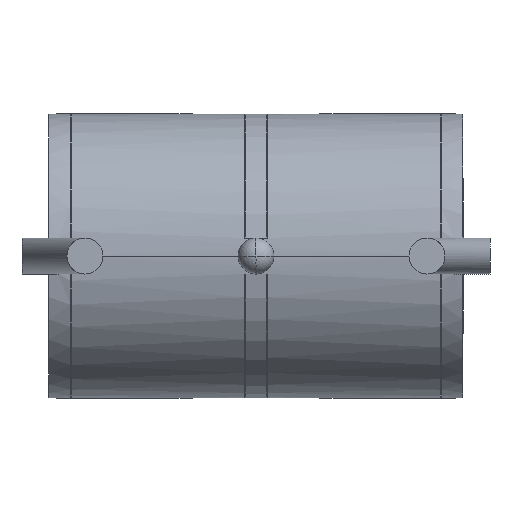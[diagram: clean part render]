
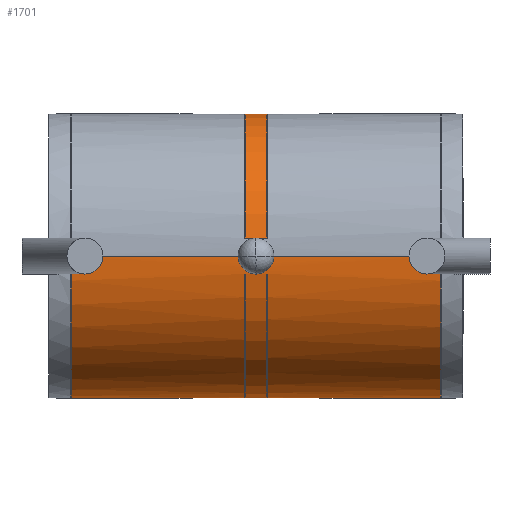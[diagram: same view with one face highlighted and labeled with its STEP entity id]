
A CAD part, left-side view. The second image highlights one B-rep face of the part: STEP entity #1701.
In plain terms, the highlighted cylindrical face has radius 3.95 mm (diameter 7.9 mm), a partial arc.
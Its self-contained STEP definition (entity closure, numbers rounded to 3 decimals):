
#224=DIRECTION('',(0.,-1.,0.));
#225=VECTOR('',#224,0.025);
#226=CARTESIAN_POINT('',(-3.918,-0.3,-0.5));
#227=LINE('',#226,#225);
#232=DIRECTION('',(0.,1.,0.));
#233=VECTOR('',#232,0.025);
#234=CARTESIAN_POINT('',(-3.918,0.3,-0.5));
#235=LINE('',#234,#233);
#390=DIRECTION('',(0.,-1.,0.));
#391=VECTOR('',#390,4.625);
#392=CARTESIAN_POINT('',(-3.95,5.125,0.));
#393=LINE('',#392,#391);
#399=DIRECTION('',(0.,-1.,0.));
#400=VECTOR('',#399,4.8);
#401=CARTESIAN_POINT('',(3.95,5.125,0.));
#402=LINE('',#401,#400);
#403=DIRECTION('',(0.,-1.,0.));
#404=VECTOR('',#403,4.625);
#405=CARTESIAN_POINT('',(-3.95,-0.5,0.));
#406=LINE('',#405,#404);
#412=DIRECTION('',(0.,-1.,0.));
#413=VECTOR('',#412,4.8);
#414=CARTESIAN_POINT('',(3.95,-0.325,0.));
#415=LINE('',#414,#413);
#433=CARTESIAN_POINT('',(0.,0.325,0.));
#434=DIRECTION('',(0.,-1.,0.));
#435=DIRECTION('',(-0.992,0.,-0.127));
#436=AXIS2_PLACEMENT_3D('',#433,#434,#435);
#478=CARTESIAN_POINT('',(0.,-0.3,0.));
#479=DIRECTION('',(0.,-1.,0.));
#480=DIRECTION('',(-0.992,0.,-0.127));
#481=AXIS2_PLACEMENT_3D('',#478,#479,#480);
#483=DIRECTION('',(0.,-1.,0.));
#484=VECTOR('',#483,0.3);
#485=CARTESIAN_POINT('',(-3.918,0.,0.5));
#486=LINE('',#485,#484);
#487=DIRECTION('',(0.,1.,0.));
#488=VECTOR('',#487,0.3);
#489=CARTESIAN_POINT('',(-3.918,0.,0.5));
#490=LINE('',#489,#488);
#491=CARTESIAN_POINT('',(0.,0.3,0.));
#492=DIRECTION('',(0.,1.,0.));
#493=DIRECTION('',(-0.992,0.,0.127));
#494=AXIS2_PLACEMENT_3D('',#491,#492,#493);
#496=CARTESIAN_POINT('',(0.,5.125,0.));
#497=DIRECTION('',(0.,-1.,0.));
#498=DIRECTION('',(-1.,0.,0.));
#499=AXIS2_PLACEMENT_3D('',#496,#497,#498);
#501=CARTESIAN_POINT('',(0.,-0.325,0.));
#502=DIRECTION('',(0.,-1.,0.));
#503=DIRECTION('',(-0.992,0.,-0.127));
#504=AXIS2_PLACEMENT_3D('',#501,#502,#503);
#562=CARTESIAN_POINT('',(-3.918,0.,-0.5));
#563=CARTESIAN_POINT('',(-3.918,0.026,-0.5));
#564=CARTESIAN_POINT('',(-3.919,0.078,
-0.496));
#565=CARTESIAN_POINT('',(-3.921,0.155,
-0.478));
#566=CARTESIAN_POINT('',(-3.925,0.228,
-0.447));
#567=CARTESIAN_POINT('',(-3.929,0.294,
-0.407));
#568=CARTESIAN_POINT('',(-3.934,0.355,
-0.355));
#569=CARTESIAN_POINT('',(-3.939,0.407,
-0.294));
#570=CARTESIAN_POINT('',(-3.944,0.447,
-0.228));
#571=CARTESIAN_POINT('',(-3.947,0.478,
-0.155));
#572=CARTESIAN_POINT('',(-3.949,0.496,
-0.078));
#573=CARTESIAN_POINT('',(-3.95,0.5,-0.026));
#574=CARTESIAN_POINT('',(-3.95,0.5,0.));
#588=CARTESIAN_POINT('',(-3.918,0.,0.5));
#633=CARTESIAN_POINT('',(-3.95,-0.5,0.));
#634=CARTESIAN_POINT('',(-3.95,-0.5,-0.026));
#635=CARTESIAN_POINT('',(-3.949,-0.496,
-0.078));
#636=CARTESIAN_POINT('',(-3.947,-0.478,
-0.155));
#637=CARTESIAN_POINT('',(-3.944,-0.447,
-0.228));
#638=CARTESIAN_POINT('',(-3.939,-0.407,
-0.294));
#639=CARTESIAN_POINT('',(-3.934,-0.355,
-0.355));
#640=CARTESIAN_POINT('',(-3.929,-0.294,
-0.407));
#641=CARTESIAN_POINT('',(-3.925,-0.228,
-0.447));
#642=CARTESIAN_POINT('',(-3.921,-0.155,
-0.478));
#643=CARTESIAN_POINT('',(-3.919,-0.078,
-0.496));
#644=CARTESIAN_POINT('',(-3.918,-0.026,-0.5));
#645=CARTESIAN_POINT('',(-3.918,0.,-0.5));
#670=CARTESIAN_POINT('',(0.,-5.125,0.));
#671=DIRECTION('',(0.,-1.,0.));
#672=DIRECTION('',(-1.,0.,0.));
#673=AXIS2_PLACEMENT_3D('',#670,#671,#672);
#979=CARTESIAN_POINT('',(3.95,-0.325,0.));
#980=CARTESIAN_POINT('',(3.95,-5.125,0.));
#981=VERTEX_POINT('',#979);
#982=VERTEX_POINT('',#980);
#995=CARTESIAN_POINT('',(3.95,5.125,0.));
#996=CARTESIAN_POINT('',(3.95,0.325,0.));
#997=VERTEX_POINT('',#995);
#998=VERTEX_POINT('',#996);
#1009=CARTESIAN_POINT('',(-3.95,5.125,0.));
#1010=VERTEX_POINT('',#1009);
#1011=CARTESIAN_POINT('',(-3.95,-5.125,0.));
#1012=VERTEX_POINT('',#1011);
#1095=CARTESIAN_POINT('',(-3.95,-0.5,0.));
#1096=VERTEX_POINT('',#1095);
#1101=CARTESIAN_POINT('',(-3.918,0.,-0.5));
#1102=VERTEX_POINT('',#1101);
#1109=VERTEX_POINT('',#574);
#1110=VERTEX_POINT('',#588);
#1128=CARTESIAN_POINT('',(-3.918,-0.3,0.5));
#1129=VERTEX_POINT('',#1128);
#1132=CARTESIAN_POINT('',(-3.918,0.3,0.5));
#1134=VERTEX_POINT('',#1132);
#1136=CARTESIAN_POINT('',(-3.918,-0.3,-0.5));
#1137=CARTESIAN_POINT('',(-3.918,-0.325,-0.5));
#1138=VERTEX_POINT('',#1136);
#1139=VERTEX_POINT('',#1137);
#1140=CARTESIAN_POINT('',(-3.918,0.3,-0.5));
#1141=CARTESIAN_POINT('',(-3.918,0.325,-0.5));
#1142=VERTEX_POINT('',#1140);
#1143=VERTEX_POINT('',#1141);
#1673=CARTESIAN_POINT('',(0.,0.,0.));
#1674=DIRECTION('',(0.,-1.,0.));
#1675=DIRECTION('',(-1.,0.,0.));
#1676=AXIS2_PLACEMENT_3D('',#1673,#1674,#1675);
#1677=CYLINDRICAL_SURFACE('',#1676,3.95);
#1678=ORIENTED_EDGE('',*,*,#1340,.F.);
#1680=ORIENTED_EDGE('',*,*,#1679,.T.);
#1681=ORIENTED_EDGE('',*,*,#1593,.F.);
#1682=ORIENTED_EDGE('',*,*,#1572,.T.);
#1684=ORIENTED_EDGE('',*,*,#1683,.T.);
#1685=ORIENTED_EDGE('',*,*,#1356,.T.);
#1686=ORIENTED_EDGE('',*,*,#1615,.T.);
#1687=ORIENTED_EDGE('',*,*,#1579,.F.);
#1688=ORIENTED_EDGE('',*,*,#1555,.F.);
#1689=ORIENTED_EDGE('',*,*,#1576,.T.);
#1691=ORIENTED_EDGE('',*,*,#1690,.F.);
#1693=ORIENTED_EDGE('',*,*,#1692,.F.);
#1694=ORIENTED_EDGE('',*,*,#1589,.T.);
#1696=ORIENTED_EDGE('',*,*,#1695,.T.);
#1697=ORIENTED_EDGE('',*,*,#1598,.F.);
#1698=ORIENTED_EDGE('',*,*,#1660,.F.);
#1699=EDGE_LOOP('',(#1678,#1680,#1681,#1682,#1684,#1685,#1686,#1687,#1688,#1689,
#1691,#1693,#1694,#1696,#1697,#1698));
#1700=FACE_OUTER_BOUND('',#1699,.F.);
#437=CIRCLE('',#436,3.95);
#482=CIRCLE('',#481,3.95);
#495=CIRCLE('',#494,3.95);
#500=CIRCLE('',#499,3.95);
#505=CIRCLE('',#504,3.95);
#575=B_SPLINE_CURVE_WITH_KNOTS('',3,(#562,#563,#564,#565,#566,#567,#568,#569,
#570,#571,#572,#573,#574),.UNSPECIFIED.,.F.,.F.,(4,1,1,1,1,1,1,1,1,1,4),(0.,
0.1,0.2,0.3,0.4,0.5,0.6,0.7,0.8,0.9,1.),.UNSPECIFIED.);
#646=B_SPLINE_CURVE_WITH_KNOTS('',3,(#633,#634,#635,#636,#637,#638,#639,#640,
#641,#642,#643,#644,#645),.UNSPECIFIED.,.F.,.F.,(4,1,1,1,1,1,1,1,1,1,4),(0.,
0.1,0.2,0.3,0.4,0.5,0.6,0.7,0.8,0.9,1.),.UNSPECIFIED.);
#674=CIRCLE('',#673,3.95);
#1340=EDGE_CURVE('',#1138,#1139,#227,.T.);
#1356=EDGE_CURVE('',#1142,#1143,#235,.T.);
#1555=EDGE_CURVE('',#1010,#997,#500,.T.);
#1572=EDGE_CURVE('',#1110,#1134,#490,.T.);
#1576=EDGE_CURVE('',#1010,#1109,#393,.T.);
#1579=EDGE_CURVE('',#997,#998,#402,.T.);
#1589=EDGE_CURVE('',#1096,#1012,#406,.T.);
#1593=EDGE_CURVE('',#1110,#1129,#486,.T.);
#1598=EDGE_CURVE('',#981,#982,#415,.T.);
#1615=EDGE_CURVE('',#1143,#998,#437,.T.);
#1660=EDGE_CURVE('',#1139,#981,#505,.T.);
#1679=EDGE_CURVE('',#1138,#1129,#482,.T.);
#1683=EDGE_CURVE('',#1134,#1142,#495,.T.);
#1690=EDGE_CURVE('',#1102,#1109,#575,.T.);
#1692=EDGE_CURVE('',#1096,#1102,#646,.T.);
#1695=EDGE_CURVE('',#1012,#982,#674,.T.);
#1701=ADVANCED_FACE('',(#1700),#1677,.T.);
